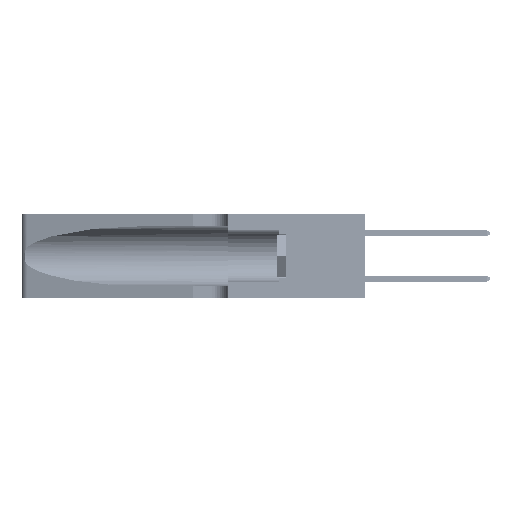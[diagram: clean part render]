
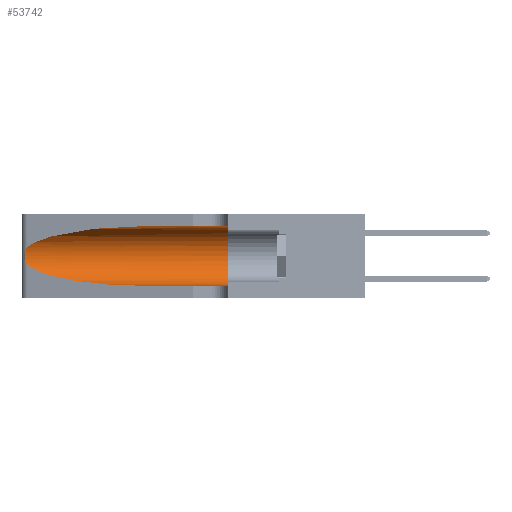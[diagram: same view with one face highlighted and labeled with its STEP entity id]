
A CAD part, left-side view. The second image highlights one B-rep face of the part: STEP entity #53742.
In plain terms, the highlighted cylindrical face has radius 3.308 mm (diameter 6.617 mm), a partial arc.
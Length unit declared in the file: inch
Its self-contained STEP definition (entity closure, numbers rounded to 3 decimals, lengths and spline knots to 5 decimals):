
#637 = CARTESIAN_POINT ( 'NONE',  ( 0.25555, 1.22993, 0.14849 ) ) ;
#1772 = VECTOR ( 'NONE', #7839, 39.37008 ) ;
#2476 = LINE ( 'NONE', #39081, #33524 ) ;
#5099 = DIRECTION ( 'NONE',  ( 0., -1., 0. ) ) ;
#5584 = CARTESIAN_POINT ( 'NONE',  ( 0.2373, 1.15595, 0.28018 ) ) ;
#7492 = CARTESIAN_POINT ( 'NONE',  ( 0.1305, 0.35, 0.185 ) ) ;
#7839 = DIRECTION ( 'NONE',  ( 0., -1., 0. ) ) ;
#9149 = CARTESIAN_POINT ( 'NONE',  ( 0.25639, 1.23184, 0.21858 ) ) ;
#9505 = CARTESIAN_POINT ( 'NONE',  ( 0.26018, 1.23835, 0.19895 ) ) ;
#11303 = DIRECTION ( 'NONE',  ( 0., -1., 0. ) ) ;
#11645 = CARTESIAN_POINT ( 'NONE',  ( 0.1305, 0.35, 0.31525 ) ) ;
#11666 = LINE ( 'NONE', #49787, #1772 ) ;
#12573 = ORIENTED_EDGE ( 'NONE', *, *, #22020, .T. ) ;
#13024 = CARTESIAN_POINT ( 'NONE',  ( 0.25487, 1.22718, 0.22369 ) ) ;
#13214 = CARTESIAN_POINT ( 'NONE',  ( 0.25555, 1.22994, 0.2215 ) ) ;
#13774 = CARTESIAN_POINT ( 'NONE',  ( 0.26017, 1.23833, 0.17102 ) ) ;
#14450 = CARTESIAN_POINT ( 'NONE',  ( 0.25487, 1.22718, 0.14631 ) ) ;
#15784 = CARTESIAN_POINT ( 'NONE',  ( 0.1305, 1.61858, 0.185 ) ) ;
#17485 = CARTESIAN_POINT ( 'NONE',  ( 0.26075, 1.23896, 0.19203 ) ) ;
#17656 = CARTESIAN_POINT ( 'NONE',  ( 0.25854, 1.2359, 0.20912 ) ) ;
#18022 = ORIENTED_EDGE ( 'NONE', *, *, #22821, .T. ) ;
#21605 = EDGE_CURVE ( 'NONE', #49067, #29349, #2476, .T. ) ;
#21708 =( BOUNDED_CURVE ( )  B_SPLINE_CURVE ( 3, ( #43609, #35302, #5584, #26098 ),
 .UNSPECIFIED., .F., .F. ) 
 B_SPLINE_CURVE_WITH_KNOTS ( ( 4, 4 ),
 ( 1.5708, 2.84003 ),
 .UNSPECIFIED. ) 
 CURVE ( )  GEOMETRIC_REPRESENTATION_ITEM ( )  RATIONAL_B_SPLINE_CURVE ( ( 1., 0.87, 0.87, 1. ) ) 
 REPRESENTATION_ITEM ( '' )  );
#21722 = CARTESIAN_POINT ( 'NONE',  ( 0.25789, 1.23486, 0.15765 ) ) ;
#22020 = EDGE_CURVE ( 'NONE', #48693, #46334, #11666, .T. ) ;
#22821 = EDGE_CURVE ( 'NONE', #49067, #28944, #21708, .T. ) ;
#23632 = CARTESIAN_POINT ( 'NONE',  ( 0.1305, 0.72297, 0.31525 ) ) ;
#24425 = EDGE_CURVE ( 'NONE', #29349, #46334, #24727, .T. ) ;
#24727 = CIRCLE ( 'NONE', #42924, 0.13025 ) ;
#26098 = CARTESIAN_POINT ( 'NONE',  ( 0.25487, 1.22718, 0.22369 ) ) ;
#26352 = CARTESIAN_POINT ( 'NONE',  ( 0.25487, 1.22718, 0.22369 ) ) ;
#28138 =( BOUNDED_CURVE ( )  B_SPLINE_CURVE ( 3, ( #14450, #48510, #31051, #44300 ),
 .UNSPECIFIED., .F., .T. ) 
 B_SPLINE_CURVE_WITH_KNOTS ( ( 4, 4 ),
 ( 3.44316, 4.71239 ),
 .UNSPECIFIED. ) 
 CURVE ( )  GEOMETRIC_REPRESENTATION_ITEM ( )  RATIONAL_B_SPLINE_CURVE ( ( 1., 0.87, 0.87, 1. ) ) 
 REPRESENTATION_ITEM ( '' )  );
#28867 = DIRECTION ( 'NONE',  ( 0., 0., -1. ) ) ;
#28944 = VERTEX_POINT ( 'NONE', #26352 ) ;
#29349 = VERTEX_POINT ( 'NONE', #11645 ) ;
#30209 = CARTESIAN_POINT ( 'NONE',  ( 0.25487, 1.22718, 0.14631 ) ) ;
#31051 = CARTESIAN_POINT ( 'NONE',  ( 0.18966, 0.96281, 0.05475 ) ) ;
#31199 = ORIENTED_EDGE ( 'NONE', *, *, #24425, .F. ) ;
#33178 = ORIENTED_EDGE ( 'NONE', *, *, #21605, .F. ) ;
#33205 = B_SPLINE_CURVE_WITH_KNOTS ( 'NONE', 3,
 ( #13024, #13214, #9149, #34799, #17656, #9505, #17485, #46944, #13774, #43288, #21722, #42577, #637, #30209 ),
 .UNSPECIFIED., .F., .F.,
 ( 4, 2, 2, 2, 2, 2, 4 ),
 ( 0., 0.00027, 0.00053, 0.00107, 0.0016, 0.00187, 0.00214 ),
 .UNSPECIFIED. ) ;
#33524 = VECTOR ( 'NONE', #5099, 39.37008 ) ;
#34799 = CARTESIAN_POINT ( 'NONE',  ( 0.25787, 1.23484, 0.2124 ) ) ;
#35302 = CARTESIAN_POINT ( 'NONE',  ( 0.18966, 0.96281, 0.31525 ) ) ;
#37223 = DIRECTION ( 'NONE',  ( 0., 0., 1. ) ) ;
#38812 = CARTESIAN_POINT ( 'NONE',  ( 0.25487, 1.22718, 0.14631 ) ) ;
#38987 = CARTESIAN_POINT ( 'NONE',  ( 0.1305, 0.72297, 0.05475 ) ) ;
#39081 = CARTESIAN_POINT ( 'NONE',  ( 0.1305, 1.61858, 0.31525 ) ) ;
#39621 = EDGE_CURVE ( 'NONE', #43053, #48693, #28138, .T. ) ;
#42381 = EDGE_CURVE ( 'NONE', #28944, #43053, #33205, .T. ) ;
#42577 = CARTESIAN_POINT ( 'NONE',  ( 0.25639, 1.23186, 0.15144 ) ) ;
#42924 = AXIS2_PLACEMENT_3D ( 'NONE', #7492, #54324, #37223 ) ;
#43053 = VERTEX_POINT ( 'NONE', #38812 ) ;
#43288 = CARTESIAN_POINT ( 'NONE',  ( 0.25856, 1.23593, 0.16098 ) ) ;
#43305 = CYLINDRICAL_SURFACE ( 'NONE', #47728, 0.13025 ) ;
#43609 = CARTESIAN_POINT ( 'NONE',  ( 0.1305, 0.72297, 0.31525 ) ) ;
#43955 = CARTESIAN_POINT ( 'NONE',  ( 0.1305, 0.35, 0.05475 ) ) ;
#44300 = CARTESIAN_POINT ( 'NONE',  ( 0.1305, 0.72297, 0.05475 ) ) ;
#46334 = VERTEX_POINT ( 'NONE', #43955 ) ;
#46357 = ORIENTED_EDGE ( 'NONE', *, *, #39621, .T. ) ;
#46944 = CARTESIAN_POINT ( 'NONE',  ( 0.26075, 1.23896, 0.178 ) ) ;
#47728 = AXIS2_PLACEMENT_3D ( 'NONE', #15784, #11303, #28867 ) ;
#48510 = CARTESIAN_POINT ( 'NONE',  ( 0.2373, 1.15595, 0.08982 ) ) ;
#48556 = FACE_OUTER_BOUND ( 'NONE', #49884, .T. ) ;
#48693 = VERTEX_POINT ( 'NONE', #38987 ) ;
#49067 = VERTEX_POINT ( 'NONE', #23632 ) ;
#49787 = CARTESIAN_POINT ( 'NONE',  ( 0.1305, 1.61858, 0.05475 ) ) ;
#49884 = EDGE_LOOP ( 'NONE', ( #18022, #53882, #46357, #12573, #31199, #33178 ) ) ;
#53742 = ADVANCED_FACE ( 'NONE', ( #48556 ), #43305, .F. ) ;
#53882 = ORIENTED_EDGE ( 'NONE', *, *, #42381, .T. ) ;
#54324 = DIRECTION ( 'NONE',  ( 0., 1., 0. ) ) ;
